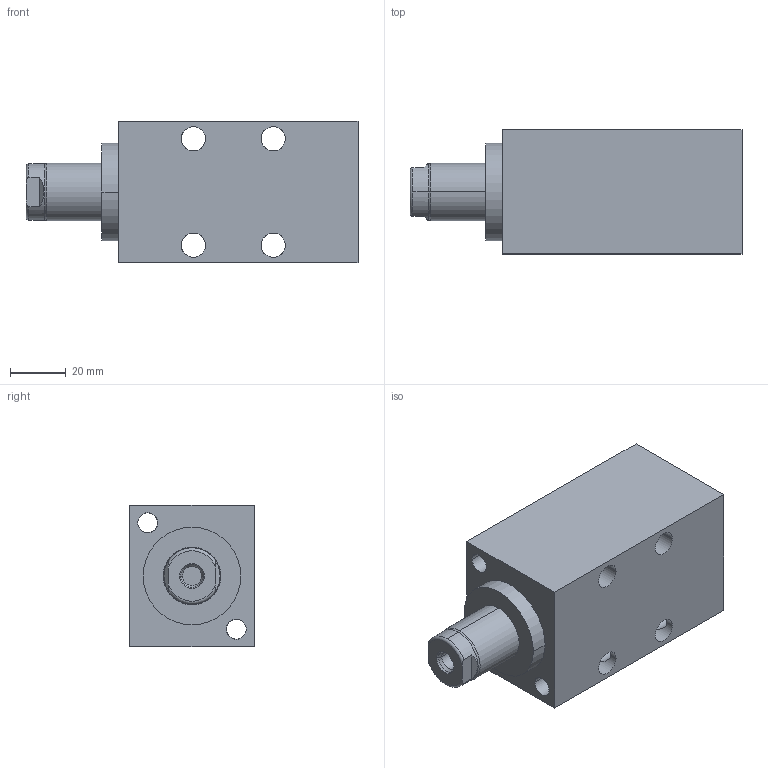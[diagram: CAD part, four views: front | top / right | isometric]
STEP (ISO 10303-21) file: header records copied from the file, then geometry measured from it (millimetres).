
FILE_DESCRIPTION((''),'2;1');
FILE_NAME('ILCM42012008','2008-07-10T',('GLR'),(''),'PRO/ENGINEER BY PARAMETRIC TECHNOLOGY CORPORATION, 2007460','PRO/ENGINEER BY PARAMETRIC TECHNOLOGY CORPORATION, 2007460','');
FILE_SCHEMA(('AUTOMOTIVE_DESIGN_CC2 { 1 2 10303 214 -1 1 5 2 }'));
Length unit declared in the file: millimetre
Products named in the file (1): ILCM42012008
Bounding box: 118.87 x 44.45 x 50.8 mm (x, y, z)
Volume: 188647.9 mm3; surface area: 32367.6 mm2
Topology: 1 solids, 3 shells, 83 faces, 202 edges, 124 vertices
Faces by surface type: cylinder 49, plane 22, cone 10, torus 2
Entity records: 3775 total; most frequent: CARTESIAN_POINT 760, DIRECTION 438, ORIENTED_EDGE 400, PRESENTATION_STYLE_ASSIGNMENT 225, STYLED_ITEM 204, CURVE_STYLE 202, EDGE_CURVE 202, AXIS2_PLACEMENT_3D 174
